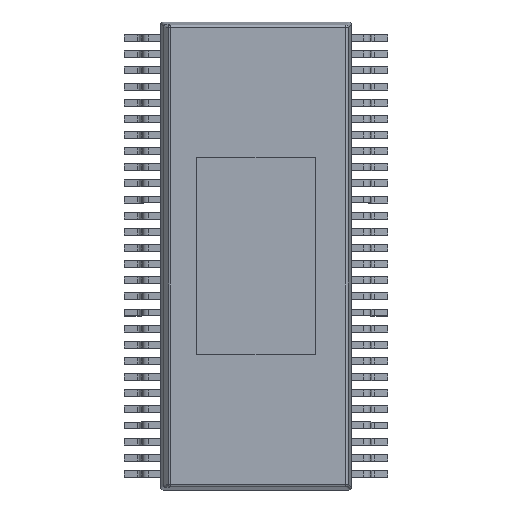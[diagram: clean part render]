
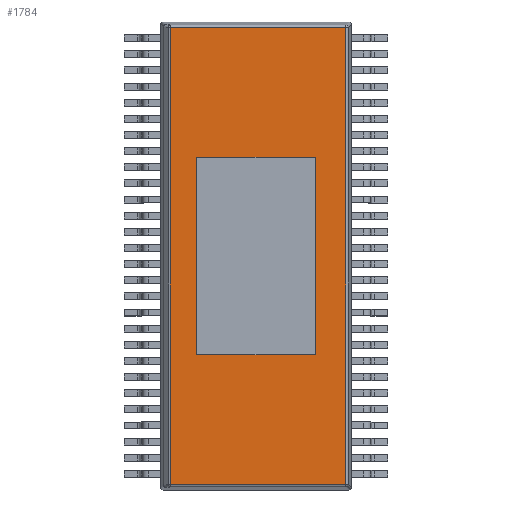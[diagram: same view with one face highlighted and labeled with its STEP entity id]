
A CAD part, top view. The second image highlights one B-rep face of the part: STEP entity #1784.
In plain terms, the highlighted face is planar.
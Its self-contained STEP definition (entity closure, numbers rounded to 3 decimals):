
#582=DIRECTION('',(1.,0.,0.));
#583=VECTOR('',#582,17.975);
#584=CARTESIAN_POINT('',(-8.988,1.07,3.525));
#585=LINE('',#584,#583);
#596=DIRECTION('',(0.,0.,1.));
#597=VECTOR('',#596,4.649);
#598=CARTESIAN_POINT('',(-3.888,1.07,-2.325));
#599=LINE('',#598,#597);
#603=DIRECTION('',(1.,0.,0.));
#604=VECTOR('',#603,7.775);
#605=CARTESIAN_POINT('',(-3.888,1.07,2.325));
#606=LINE('',#605,#604);
#610=DIRECTION('',(0.,0.,-1.));
#611=VECTOR('',#610,4.649);
#612=CARTESIAN_POINT('',(3.888,1.07,2.325));
#613=LINE('',#612,#611);
#617=DIRECTION('',(-1.,0.,0.));
#618=VECTOR('',#617,7.775);
#619=CARTESIAN_POINT('',(3.888,1.07,-2.325));
#620=LINE('',#619,#618);
#624=DIRECTION('',(0.,0.,-1.));
#625=VECTOR('',#624,6.899);
#626=CARTESIAN_POINT('',(8.988,1.07,3.525));
#627=LINE('',#626,#625);
#811=DIRECTION('',(0.,0.,1.));
#812=VECTOR('',#811,6.899);
#813=CARTESIAN_POINT('',(-8.988,1.07,-3.374));
#814=LINE('',#813,#812);
#825=DIRECTION('',(-1.,0.,0.));
#826=VECTOR('',#825,17.975);
#827=CARTESIAN_POINT('',(8.988,1.07,-3.374));
#828=LINE('',#827,#826);
#1213=CARTESIAN_POINT('',(-8.988,1.07,3.525));
#1214=CARTESIAN_POINT('',(8.988,1.07,3.525));
#1215=VERTEX_POINT('',#1213);
#1216=VERTEX_POINT('',#1214);
#1317=CARTESIAN_POINT('',(-3.888,1.07,-2.325));
#1318=CARTESIAN_POINT('',(-3.888,1.07,2.325));
#1319=VERTEX_POINT('',#1317);
#1320=VERTEX_POINT('',#1318);
#1321=CARTESIAN_POINT('',(3.888,1.07,2.325));
#1322=VERTEX_POINT('',#1321);
#1323=CARTESIAN_POINT('',(3.888,1.07,-2.325));
#1324=VERTEX_POINT('',#1323);
#1325=CARTESIAN_POINT('',(8.988,1.07,-3.374));
#1326=VERTEX_POINT('',#1325);
#1329=CARTESIAN_POINT('',(-8.988,1.07,-3.374));
#1330=VERTEX_POINT('',#1329);
#1760=CARTESIAN_POINT('',(0.,1.07,0.));
#1761=DIRECTION('',(0.,1.,0.));
#1762=DIRECTION('',(1.,0.,0.));
#1763=AXIS2_PLACEMENT_3D('',#1760,#1761,#1762);
#1764=PLANE('',#1763);
#1766=ORIENTED_EDGE('',*,*,#1765,.F.);
#1767=ORIENTED_EDGE('',*,*,#1751,.F.);
#1769=ORIENTED_EDGE('',*,*,#1768,.F.);
#1771=ORIENTED_EDGE('',*,*,#1770,.F.);
#1772=EDGE_LOOP('',(#1766,#1767,#1769,#1771));
#1773=FACE_OUTER_BOUND('',#1772,.F.);
#1775=ORIENTED_EDGE('',*,*,#1774,.T.);
#1777=ORIENTED_EDGE('',*,*,#1776,.T.);
#1779=ORIENTED_EDGE('',*,*,#1778,.T.);
#1781=ORIENTED_EDGE('',*,*,#1780,.T.);
#1782=EDGE_LOOP('',(#1775,#1777,#1779,#1781));
#1783=FACE_BOUND('',#1782,.F.);
#1784=ADVANCED_FACE('',(#1773,#1783),#1764,.T.);
#1751=EDGE_CURVE('',#1215,#1216,#585,.T.);
#1765=EDGE_CURVE('',#1216,#1326,#627,.T.);
#1768=EDGE_CURVE('',#1330,#1215,#814,.T.);
#1770=EDGE_CURVE('',#1326,#1330,#828,.T.);
#1774=EDGE_CURVE('',#1319,#1320,#599,.T.);
#1776=EDGE_CURVE('',#1320,#1322,#606,.T.);
#1778=EDGE_CURVE('',#1322,#1324,#613,.T.);
#1780=EDGE_CURVE('',#1324,#1319,#620,.T.);
